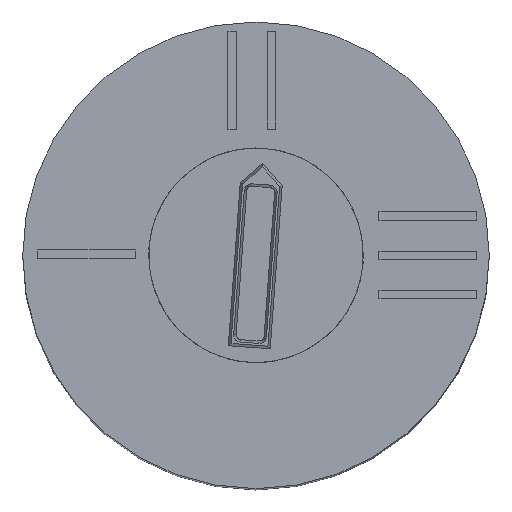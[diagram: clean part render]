
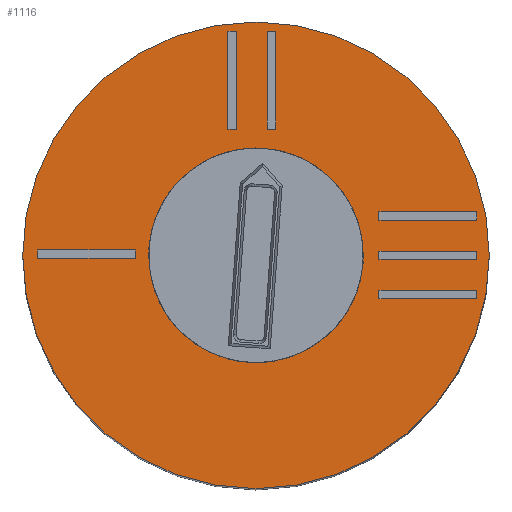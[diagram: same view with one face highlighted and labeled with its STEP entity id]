
A CAD part, top view. The second image highlights one B-rep face of the part: STEP entity #1116.
In plain terms, the highlighted planar face has unit normal (0, 0, 1).
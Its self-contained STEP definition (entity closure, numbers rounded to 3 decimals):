
#30=FACE_BOUND('',#204,.T.);
#31=FACE_BOUND('',#205,.T.);
#32=FACE_BOUND('',#206,.T.);
#33=FACE_BOUND('',#207,.T.);
#34=FACE_BOUND('',#208,.T.);
#35=FACE_BOUND('',#209,.T.);
#36=FACE_BOUND('',#210,.T.);
#58=CIRCLE('',#1246,2.3);
#64=CIRCLE('',#1256,5.);
#135=FACE_OUTER_BOUND('',#203,.T.);
#203=EDGE_LOOP('',(#897));
#204=EDGE_LOOP('',(#898,#899,#900,#901));
#205=EDGE_LOOP('',(#902,#903,#904,#905));
#206=EDGE_LOOP('',(#906,#907,#908,#909));
#207=EDGE_LOOP('',(#910,#911,#912,#913));
#208=EDGE_LOOP('',(#914,#915,#916,#917));
#209=EDGE_LOOP('',(#918,#919,#920,#921));
#210=EDGE_LOOP('',(#922));
#239=LINE('',#1639,#356);
#243=LINE('',#1646,#360);
#246=LINE('',#1652,#363);
#248=LINE('',#1655,#365);
#251=LINE('',#1664,#368);
#255=LINE('',#1671,#372);
#258=LINE('',#1677,#375);
#260=LINE('',#1680,#377);
#263=LINE('',#1689,#380);
#267=LINE('',#1696,#384);
#270=LINE('',#1702,#387);
#272=LINE('',#1705,#389);
#275=LINE('',#1714,#392);
#279=LINE('',#1721,#396);
#282=LINE('',#1727,#399);
#284=LINE('',#1730,#401);
#287=LINE('',#1739,#404);
#291=LINE('',#1746,#408);
#294=LINE('',#1752,#411);
#296=LINE('',#1755,#413);
#299=LINE('',#1764,#416);
#303=LINE('',#1771,#420);
#306=LINE('',#1777,#423);
#308=LINE('',#1780,#425);
#356=VECTOR('',#1309,10.);
#360=VECTOR('',#1315,10.);
#363=VECTOR('',#1320,10.);
#365=VECTOR('',#1324,10.);
#368=VECTOR('',#1331,10.);
#372=VECTOR('',#1337,10.);
#375=VECTOR('',#1342,10.);
#377=VECTOR('',#1346,10.);
#380=VECTOR('',#1353,10.);
#384=VECTOR('',#1359,10.);
#387=VECTOR('',#1364,10.);
#389=VECTOR('',#1368,10.);
#392=VECTOR('',#1375,10.);
#396=VECTOR('',#1381,10.);
#399=VECTOR('',#1386,10.);
#401=VECTOR('',#1390,10.);
#404=VECTOR('',#1397,10.);
#408=VECTOR('',#1403,10.);
#411=VECTOR('',#1408,10.);
#413=VECTOR('',#1412,10.);
#416=VECTOR('',#1419,10.);
#420=VECTOR('',#1425,10.);
#423=VECTOR('',#1430,10.);
#425=VECTOR('',#1434,10.);
#473=VERTEX_POINT('',#1636);
#474=VERTEX_POINT('',#1638);
#476=VERTEX_POINT('',#1644);
#478=VERTEX_POINT('',#1650);
#481=VERTEX_POINT('',#1661);
#482=VERTEX_POINT('',#1663);
#484=VERTEX_POINT('',#1669);
#486=VERTEX_POINT('',#1675);
#489=VERTEX_POINT('',#1686);
#490=VERTEX_POINT('',#1688);
#492=VERTEX_POINT('',#1694);
#494=VERTEX_POINT('',#1700);
#497=VERTEX_POINT('',#1711);
#498=VERTEX_POINT('',#1713);
#500=VERTEX_POINT('',#1719);
#502=VERTEX_POINT('',#1725);
#505=VERTEX_POINT('',#1736);
#506=VERTEX_POINT('',#1738);
#508=VERTEX_POINT('',#1744);
#510=VERTEX_POINT('',#1750);
#513=VERTEX_POINT('',#1761);
#514=VERTEX_POINT('',#1763);
#516=VERTEX_POINT('',#1769);
#518=VERTEX_POINT('',#1775);
#530=VERTEX_POINT('',#1817);
#536=VERTEX_POINT('',#1837);
#573=EDGE_CURVE('',#474,#473,#239,.T.);
#577=EDGE_CURVE('',#473,#476,#243,.T.);
#580=EDGE_CURVE('',#476,#478,#246,.T.);
#582=EDGE_CURVE('',#478,#474,#248,.T.);
#585=EDGE_CURVE('',#482,#481,#251,.T.);
#589=EDGE_CURVE('',#481,#484,#255,.T.);
#592=EDGE_CURVE('',#484,#486,#258,.T.);
#594=EDGE_CURVE('',#486,#482,#260,.T.);
#597=EDGE_CURVE('',#490,#489,#263,.T.);
#601=EDGE_CURVE('',#489,#492,#267,.T.);
#604=EDGE_CURVE('',#492,#494,#270,.T.);
#606=EDGE_CURVE('',#494,#490,#272,.T.);
#609=EDGE_CURVE('',#498,#497,#275,.T.);
#613=EDGE_CURVE('',#497,#500,#279,.T.);
#616=EDGE_CURVE('',#500,#502,#282,.T.);
#618=EDGE_CURVE('',#502,#498,#284,.T.);
#621=EDGE_CURVE('',#506,#505,#287,.T.);
#625=EDGE_CURVE('',#505,#508,#291,.T.);
#628=EDGE_CURVE('',#508,#510,#294,.T.);
#630=EDGE_CURVE('',#510,#506,#296,.T.);
#633=EDGE_CURVE('',#514,#513,#299,.T.);
#637=EDGE_CURVE('',#513,#516,#303,.T.);
#640=EDGE_CURVE('',#516,#518,#306,.T.);
#642=EDGE_CURVE('',#518,#514,#308,.T.);
#659=EDGE_CURVE('',#530,#530,#58,.T.);
#669=EDGE_CURVE('',#536,#536,#64,.T.);
#897=ORIENTED_EDGE('',*,*,#669,.F.);
#898=ORIENTED_EDGE('',*,*,#573,.T.);
#899=ORIENTED_EDGE('',*,*,#577,.T.);
#900=ORIENTED_EDGE('',*,*,#580,.T.);
#901=ORIENTED_EDGE('',*,*,#582,.T.);
#902=ORIENTED_EDGE('',*,*,#585,.T.);
#903=ORIENTED_EDGE('',*,*,#589,.T.);
#904=ORIENTED_EDGE('',*,*,#592,.T.);
#905=ORIENTED_EDGE('',*,*,#594,.T.);
#906=ORIENTED_EDGE('',*,*,#597,.T.);
#907=ORIENTED_EDGE('',*,*,#601,.T.);
#908=ORIENTED_EDGE('',*,*,#604,.T.);
#909=ORIENTED_EDGE('',*,*,#606,.T.);
#910=ORIENTED_EDGE('',*,*,#609,.T.);
#911=ORIENTED_EDGE('',*,*,#613,.T.);
#912=ORIENTED_EDGE('',*,*,#616,.T.);
#913=ORIENTED_EDGE('',*,*,#618,.T.);
#914=ORIENTED_EDGE('',*,*,#621,.T.);
#915=ORIENTED_EDGE('',*,*,#625,.T.);
#916=ORIENTED_EDGE('',*,*,#628,.T.);
#917=ORIENTED_EDGE('',*,*,#630,.T.);
#918=ORIENTED_EDGE('',*,*,#633,.T.);
#919=ORIENTED_EDGE('',*,*,#637,.T.);
#920=ORIENTED_EDGE('',*,*,#640,.T.);
#921=ORIENTED_EDGE('',*,*,#642,.T.);
#922=ORIENTED_EDGE('',*,*,#659,.T.);
#1059=PLANE('',#1257);
#1116=ADVANCED_FACE('',(#135,#30,#31,#32,#33,#34,#35,#36),#1059,.F.);
#1246=AXIS2_PLACEMENT_3D('',#1818,#1480,#1481);
#1256=AXIS2_PLACEMENT_3D('',#1838,#1504,#1505);
#1257=AXIS2_PLACEMENT_3D('',#1840,#1507,#1508);
#1309=DIRECTION('',(-1.,0.,0.));
#1315=DIRECTION('',(0.,1.,0.));
#1320=DIRECTION('',(1.,0.,0.));
#1324=DIRECTION('',(0.,-1.,0.));
#1331=DIRECTION('',(-1.,0.,0.));
#1337=DIRECTION('',(0.,1.,0.));
#1342=DIRECTION('',(1.,0.,0.));
#1346=DIRECTION('',(0.,-1.,0.));
#1353=DIRECTION('',(-1.,0.,0.));
#1359=DIRECTION('',(0.,1.,0.));
#1364=DIRECTION('',(1.,0.,0.));
#1368=DIRECTION('',(0.,-1.,0.));
#1375=DIRECTION('',(0.,1.,0.));
#1381=DIRECTION('',(1.,0.,0.));
#1386=DIRECTION('',(0.,-1.,0.));
#1390=DIRECTION('',(-1.,0.,0.));
#1397=DIRECTION('',(0.,1.,0.));
#1403=DIRECTION('',(1.,0.,0.));
#1408=DIRECTION('',(0.,-1.,0.));
#1412=DIRECTION('',(-1.,0.,0.));
#1419=DIRECTION('',(-1.,0.,0.));
#1425=DIRECTION('',(0.,1.,0.));
#1430=DIRECTION('',(1.,0.,0.));
#1434=DIRECTION('',(0.,-1.,0.));
#1480=DIRECTION('center_axis',(0.,0.,-1.));
#1481=DIRECTION('ref_axis',(1.,0.,0.));
#1504=DIRECTION('center_axis',(0.,0.,-1.));
#1505=DIRECTION('ref_axis',(-1.,0.,0.));
#1507=DIRECTION('center_axis',(0.,0.,-1.));
#1508=DIRECTION('ref_axis',(-1.,0.,0.));
#1636=CARTESIAN_POINT('',(2.636,0.754,20.));
#1638=CARTESIAN_POINT('',(4.728,0.754,20.));
#1639=CARTESIAN_POINT('',(2.364,0.754,20.));
#1644=CARTESIAN_POINT('',(2.636,0.933,20.));
#1646=CARTESIAN_POINT('',(2.636,0.377,20.));
#1650=CARTESIAN_POINT('',(4.728,0.933,20.));
#1652=CARTESIAN_POINT('',(1.318,0.933,20.));
#1655=CARTESIAN_POINT('',(4.728,0.466,20.));
#1661=CARTESIAN_POINT('',(2.636,-0.088,20.));
#1663=CARTESIAN_POINT('',(4.728,-0.088,20.));
#1664=CARTESIAN_POINT('',(2.364,-0.088,20.));
#1669=CARTESIAN_POINT('',(2.636,0.091,20.));
#1671=CARTESIAN_POINT('',(2.636,-0.044,20.));
#1675=CARTESIAN_POINT('',(4.728,0.091,20.));
#1677=CARTESIAN_POINT('',(1.318,0.091,20.));
#1680=CARTESIAN_POINT('',(4.728,0.046,20.));
#1686=CARTESIAN_POINT('',(2.636,-0.929,20.));
#1688=CARTESIAN_POINT('',(4.728,-0.929,20.));
#1689=CARTESIAN_POINT('',(2.364,-0.929,20.));
#1694=CARTESIAN_POINT('',(2.636,-0.75,20.));
#1696=CARTESIAN_POINT('',(2.636,-0.465,20.));
#1700=CARTESIAN_POINT('',(4.728,-0.75,20.));
#1702=CARTESIAN_POINT('',(1.318,-0.75,20.));
#1705=CARTESIAN_POINT('',(4.728,-0.375,20.));
#1711=CARTESIAN_POINT('',(0.24,4.798,20.));
#1713=CARTESIAN_POINT('',(0.24,2.705,20.));
#1714=CARTESIAN_POINT('',(0.24,1.353,20.));
#1719=CARTESIAN_POINT('',(0.419,4.798,20.));
#1721=CARTESIAN_POINT('',(0.12,4.798,20.));
#1725=CARTESIAN_POINT('',(0.419,2.705,20.));
#1727=CARTESIAN_POINT('',(0.419,2.399,20.));
#1730=CARTESIAN_POINT('',(0.21,2.705,20.));
#1736=CARTESIAN_POINT('',(-0.601,4.798,20.));
#1738=CARTESIAN_POINT('',(-0.601,2.705,20.));
#1739=CARTESIAN_POINT('',(-0.601,1.353,20.));
#1744=CARTESIAN_POINT('',(-0.422,4.798,20.));
#1746=CARTESIAN_POINT('',(-0.301,4.798,20.));
#1750=CARTESIAN_POINT('',(-0.422,2.705,20.));
#1752=CARTESIAN_POINT('',(-0.422,2.399,20.));
#1755=CARTESIAN_POINT('',(-0.211,2.705,20.));
#1761=CARTESIAN_POINT('',(-4.679,-0.065,20.));
#1763=CARTESIAN_POINT('',(-2.586,-0.065,20.));
#1764=CARTESIAN_POINT('',(-1.293,-0.065,20.));
#1769=CARTESIAN_POINT('',(-4.679,0.114,20.));
#1771=CARTESIAN_POINT('',(-4.679,-0.032,20.));
#1775=CARTESIAN_POINT('',(-2.586,0.114,20.));
#1777=CARTESIAN_POINT('',(-2.339,0.114,20.));
#1780=CARTESIAN_POINT('',(-2.586,0.057,20.));
#1817=CARTESIAN_POINT('',(-2.3,0.,20.));
#1818=CARTESIAN_POINT('Origin',(0.,0.,20.));
#1837=CARTESIAN_POINT('',(5.,0.,20.));
#1838=CARTESIAN_POINT('Origin',(0.,0.,20.));
#1840=CARTESIAN_POINT('Origin',(0.,0.,20.));
